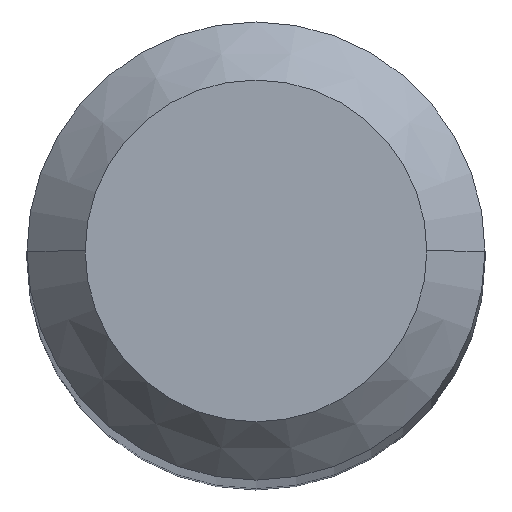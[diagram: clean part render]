
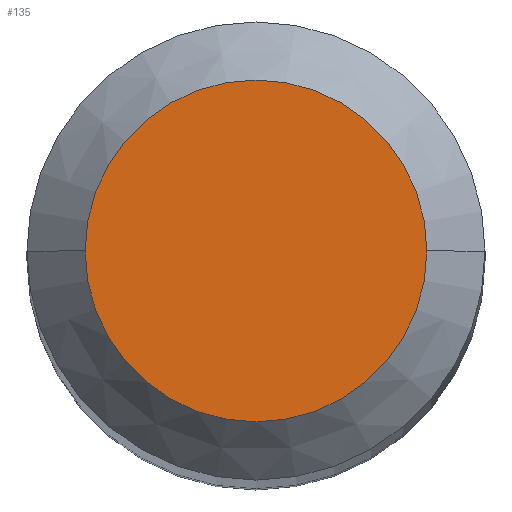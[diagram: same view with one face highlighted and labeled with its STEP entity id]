
A CAD part, top view. The second image highlights one B-rep face of the part: STEP entity #135.
In plain terms, the highlighted planar face has unit normal (0, 0, 1).
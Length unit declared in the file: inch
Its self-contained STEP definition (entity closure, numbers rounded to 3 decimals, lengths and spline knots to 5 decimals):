
#20 = CIRCLE ( 'NONE', #346, 0.05875 ) ;
#21 = DIRECTION ( 'NONE',  ( 0., 0., 1. ) ) ;
#23 = DIRECTION ( 'NONE',  ( -1., 0., 0. ) ) ;
#36 = CIRCLE ( 'NONE', #81, 0.05875 ) ;
#45 = ORIENTED_EDGE ( 'NONE', *, *, #85, .T. ) ;
#48 = ORIENTED_EDGE ( 'NONE', *, *, #328, .T. ) ;
#50 = DIRECTION ( 'NONE',  ( 0., 0., -1. ) ) ;
#81 = AXIS2_PLACEMENT_3D ( 'NONE', #126, #274, #120 ) ;
#85 = EDGE_CURVE ( 'NONE', #320, #188, #20, .T. ) ;
#107 = CARTESIAN_POINT ( 'NONE',  ( 0., 0., 0. ) ) ;
#120 = DIRECTION ( 'NONE',  ( 1., 0., 0. ) ) ;
#126 = CARTESIAN_POINT ( 'NONE',  ( 0., 0., 0. ) ) ;
#135 = ADVANCED_FACE ( 'NONE', ( #193 ), #304, .F. ) ;
#181 = CARTESIAN_POINT ( 'NONE',  ( -0.05875, 0., 0. ) ) ;
#188 = VERTEX_POINT ( 'NONE', #195 ) ;
#193 = FACE_OUTER_BOUND ( 'NONE', #230, .T. ) ;
#195 = CARTESIAN_POINT ( 'NONE',  ( 0.05875, 0., 0. ) ) ;
#230 = EDGE_LOOP ( 'NONE', ( #45, #48 ) ) ;
#274 = DIRECTION ( 'NONE',  ( 0., 0., 1. ) ) ;
#304 = PLANE ( 'NONE',  #331 ) ;
#310 = DIRECTION ( 'NONE',  ( 1., 0., 0. ) ) ;
#320 = VERTEX_POINT ( 'NONE', #181 ) ;
#328 = EDGE_CURVE ( 'NONE', #188, #320, #36, .T. ) ;
#329 = CARTESIAN_POINT ( 'NONE',  ( 0., 0.05875, 0. ) ) ;
#331 = AXIS2_PLACEMENT_3D ( 'NONE', #329, #50, #23 ) ;
#346 = AXIS2_PLACEMENT_3D ( 'NONE', #107, #21, #310 ) ;
